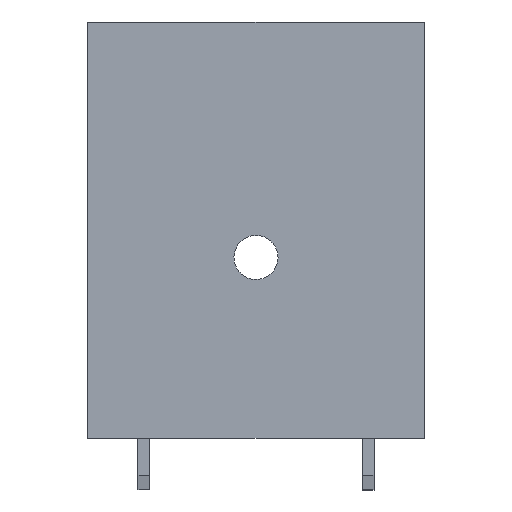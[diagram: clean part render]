
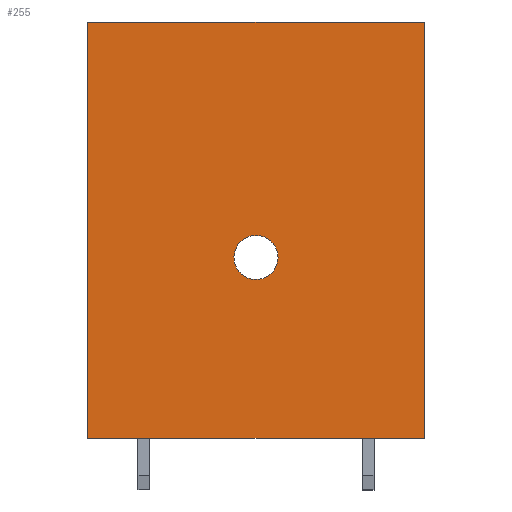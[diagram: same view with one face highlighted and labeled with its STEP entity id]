
A CAD part, front view. The second image highlights one B-rep face of the part: STEP entity #255.
In plain terms, the highlighted planar face has unit normal (0, -1, 0).
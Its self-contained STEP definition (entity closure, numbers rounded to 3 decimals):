
#210=AXIS2_PLACEMENT_3D('Plane Axis2P3D',#207,#208,#209) ;
#239=AXIS2_PLACEMENT_3D('Circle Axis2P3D',#237,#238,$) ;
#248=AXIS2_PLACEMENT_3D('Circle Axis2P3D',#246,#247,$) ;
#42=CARTESIAN_POINT('Vertex',(22.86,0.,3.5)) ;
#45=CARTESIAN_POINT('Line Origine',(11.43,0.,3.5)) ;
#49=CARTESIAN_POINT('Vertex',(0.,0.,3.5)) ;
#207=CARTESIAN_POINT('Axis2P3D Location',(0.,0.,31.8)) ;
#212=CARTESIAN_POINT('Line Origine',(22.86,0.,17.65)) ;
#216=CARTESIAN_POINT('Vertex',(22.86,0.,31.8)) ;
#219=CARTESIAN_POINT('Line Origine',(11.43,0.,31.8)) ;
#223=CARTESIAN_POINT('Vertex',(0.,0.,31.8)) ;
#226=CARTESIAN_POINT('Line Origine',(0.,0.,17.65)) ;
#237=CARTESIAN_POINT('Axis2P3D Location',(11.43,0.,15.8)) ;
#241=CARTESIAN_POINT('Vertex',(10.711,0.,17.116)) ;
#243=CARTESIAN_POINT('Vertex',(12.149,0.,14.484)) ;
#246=CARTESIAN_POINT('Axis2P3D Location',(11.43,0.,15.8)) ;
#46=DIRECTION('Vector Direction',(1.,0.,0.)) ;
#208=DIRECTION('Axis2P3D Direction',(0.,-1.,0.)) ;
#209=DIRECTION('Axis2P3D XDirection',(0.,0.,-1.)) ;
#213=DIRECTION('Vector Direction',(0.,0.,-1.)) ;
#220=DIRECTION('Vector Direction',(1.,0.,0.)) ;
#227=DIRECTION('Vector Direction',(0.,0.,-1.)) ;
#238=DIRECTION('Axis2P3D Direction',(0.,-1.,0.)) ;
#247=DIRECTION('Axis2P3D Direction',(0.,-1.,0.)) ;
#47=VECTOR('Line Direction',#46,1.) ;
#214=VECTOR('Line Direction',#213,1.) ;
#221=VECTOR('Line Direction',#220,1.) ;
#228=VECTOR('Line Direction',#227,1.) ;
#232=ORIENTED_EDGE('',*,*,#218,.T.) ;
#233=ORIENTED_EDGE('',*,*,#225,.F.) ;
#234=ORIENTED_EDGE('',*,*,#230,.F.) ;
#235=ORIENTED_EDGE('',*,*,#51,.T.) ;
#252=ORIENTED_EDGE('',*,*,#245,.F.) ;
#253=ORIENTED_EDGE('',*,*,#250,.F.) ;
#254=FACE_BOUND('',#251,.T.) ;
#255=ADVANCED_FACE('HOUSING',(#236,#254),#211,.T.) ;
#240=CIRCLE('generated circle',#239,1.5) ;
#249=CIRCLE('generated circle',#248,1.5) ;
#51=EDGE_CURVE('',#50,#43,#48,.T.) ;
#218=EDGE_CURVE('',#43,#217,#215,.F.) ;
#225=EDGE_CURVE('',#224,#217,#222,.T.) ;
#230=EDGE_CURVE('',#50,#224,#229,.F.) ;
#245=EDGE_CURVE('',#242,#244,#240,.T.) ;
#250=EDGE_CURVE('',#244,#242,#249,.T.) ;
#231=EDGE_LOOP('',(#232,#233,#234,#235)) ;
#251=EDGE_LOOP('',(#252,#253)) ;
#236=FACE_OUTER_BOUND('',#231,.T.) ;
#48=LINE('Line',#45,#47) ;
#215=LINE('Line',#212,#214) ;
#222=LINE('Line',#219,#221) ;
#229=LINE('Line',#226,#228) ;
#211=PLANE('',#210) ;
#43=VERTEX_POINT('',#42) ;
#50=VERTEX_POINT('',#49) ;
#217=VERTEX_POINT('',#216) ;
#224=VERTEX_POINT('',#223) ;
#242=VERTEX_POINT('',#241) ;
#244=VERTEX_POINT('',#243) ;
